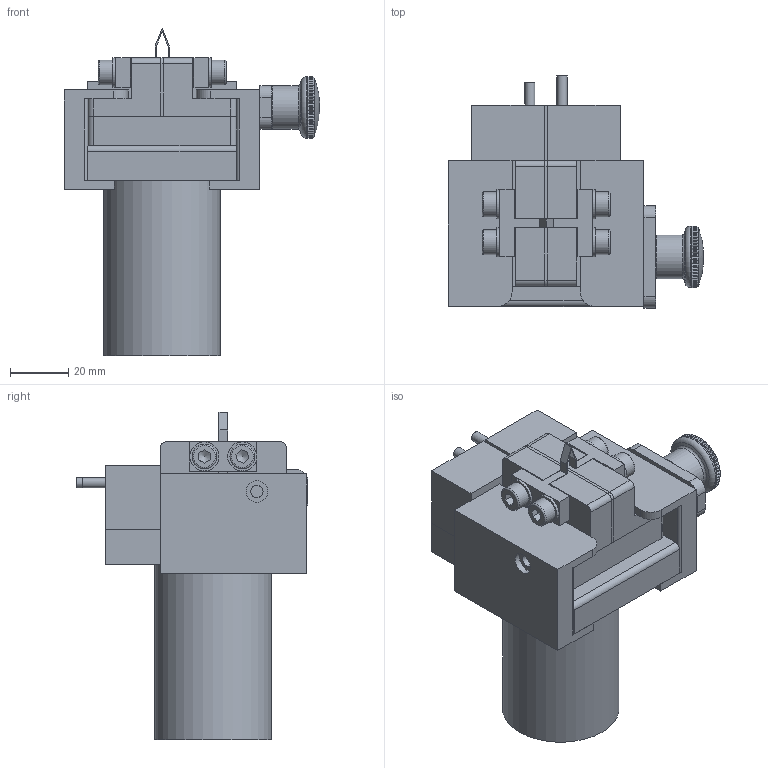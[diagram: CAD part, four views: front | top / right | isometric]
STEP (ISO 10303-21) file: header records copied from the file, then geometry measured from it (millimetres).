
FILE_DESCRIPTION(/* description */ (''),/* implementation_level */ '2;1');
FILE_NAME(/* name */ 'Messeradapter.stp',/* time_stamp */ '2025-02-23T13:45:33+01:00',/* author */ ('gww'),/* organization */ (''),/* preprocessor_version */ 'ST-DEVELOPER v20',/* originating_system */ 'Autodesk Inventor 2025',/* authorisation */ '');
FILE_SCHEMA (('AUTOMOTIVE_DESIGN { 1 0 10303 214 3 1 1 }'));
Length unit declared in the file: millimetre
Products named in the file (18): Messeradapter; aufnahme; Bügelklemmung; Kontaktplatte; Federkontaktstift; Mini indexing plunger GN 822.8-4-10-B (deactivated); Bügelklemmung_MIR; Kontaktplatte_MIR; Federkontaktstift_MIR; Adapter; Messer; Klemmeinheit; Klemmteil; Klemmteil2; DIN 912 - M5 x 12; DIN 125 - A 5,3; Kunststoffplatte; Bauteil13
Assembly tree (20 placements, depth 4):
  Messeradapter
    aufnahme
    Bügelklemmung
    Kontaktplatte
    Federkontaktstift
    Mini indexing plunger GN 822.8-4-10-B (deactivated)
    Bügelklemmung_MIR
    Kontaktplatte_MIR
    Federkontaktstift_MIR
    Adapter
      Messer
      Klemmeinheit  x2
        Klemmteil
        Klemmteil2
        DIN 912 - M5 x 12
        DIN 125 - A 5,3
      Kunststoffplatte
      Bauteil13
Bounding box: 87.44 x 79.5 x 112.08 mm (x, y, z)
Volume: 228036.4 mm3; surface area: 66123.9 mm2
Topology: 24 solids, 24 shells, 511 faces, 1317 edges, 876 vertices
Faces by surface type: plane 350, cylinder 78, cone 71, torus 11, sphere 1
Full cylindrical faces by diameter (mm): 2.5 x2, 3 x1, 3.2 x1, 3.5 x4, 4 x1, 4.134 x8, 4.2 x4, 4.3 x2, 4.5 x2, 5 x6, 5.3 x4, 7.4 x2, 8 x3, 8.3 x2, 8.5 x4, 10 x4, 15 x1, 21 x1, 40 x1
Entity records: 14279 total; most frequent: CARTESIAN_POINT 2654, DIRECTION 2309, ORIENTED_EDGE 2212, EDGE_CURVE 1106, AXIS2_PLACEMENT_3D 867, VERTEX_POINT 736, LINE 575, VECTOR 575
